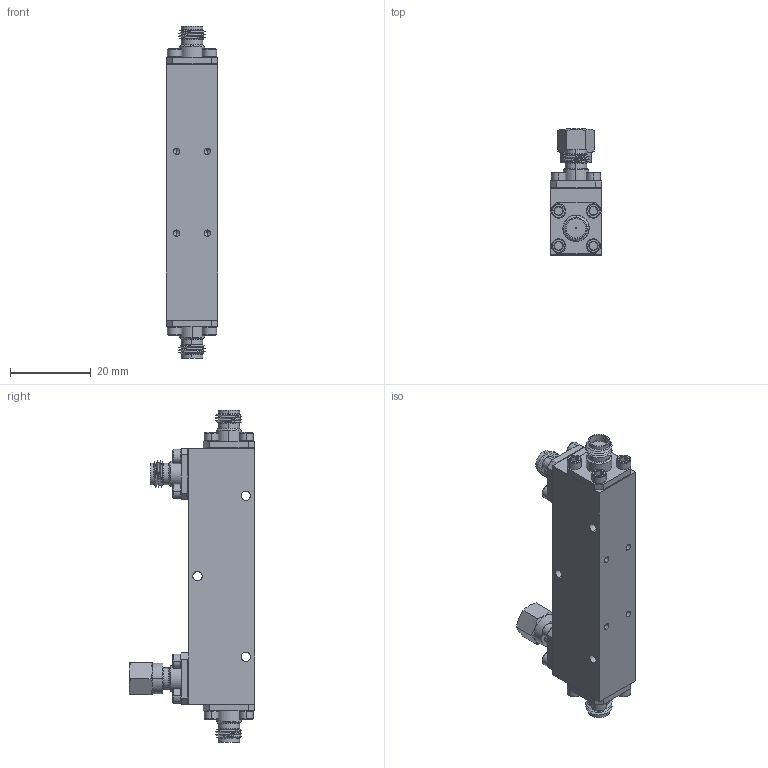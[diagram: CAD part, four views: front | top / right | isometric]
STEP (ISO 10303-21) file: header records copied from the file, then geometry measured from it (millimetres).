
FILE_DESCRIPTION (( 'STEP AP203' ), '1' );
FILE_NAME ('SCD-0136731008-VF-SA, SCD-0136732008-VF-SA.STEP', '2019-10-22T17:01:05', ( '' ), ( '' ), 'SwSTEP 2.0', 'SolidWorks 2016', '' );
FILE_SCHEMA (( 'CONFIG_CONTROL_DESIGN' ));
Length unit declared in the file: inch
Products named in the file (1): SCD-0136731008-VF-SA, SCD-0136732008-VF-SA
Bounding box: 12.7 x 31.27 x 82.42 mm (x, y, z)
Volume: 15340.2 mm3; surface area: 8267.9 mm2
Topology: 22 solids, 22 shells, 675 faces, 1418 edges, 838 vertices
Faces by surface type: plane 241, cone 220, cylinder 198, torus 8, bspline 8
Entity records: 22203 total; most frequent: CARTESIAN_POINT 7854, DIRECTION 3060, ORIENTED_EDGE 2820, EDGE_CURVE 1410, AXIS2_PLACEMENT_3D 1216, VERTEX_POINT 838, EDGE_LOOP 772, ADVANCED_FACE 675
